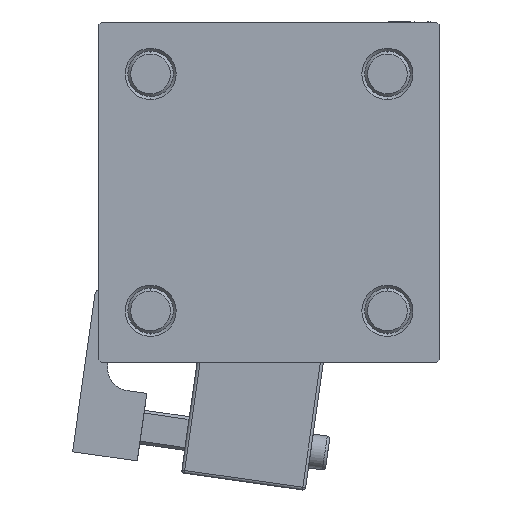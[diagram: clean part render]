
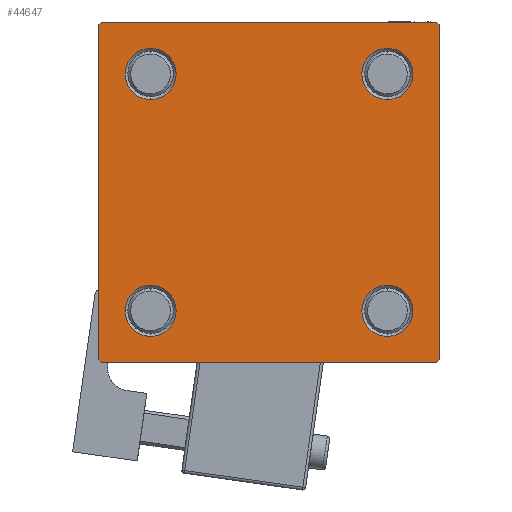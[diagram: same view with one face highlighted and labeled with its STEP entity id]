
A CAD part, left-side view. The second image highlights one B-rep face of the part: STEP entity #44647.
In plain terms, the highlighted planar face has unit normal (-1, 0, 0).
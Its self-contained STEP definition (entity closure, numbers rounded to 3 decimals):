
#264 = CARTESIAN_POINT ( 'NONE',  ( 0., 20.85, -20.85 ) ) ;
#1030 = ORIENTED_EDGE ( 'NONE', *, *, #42899, .T. ) ;
#1219 = ORIENTED_EDGE ( 'NONE', *, *, #33618, .T. ) ;
#1289 = AXIS2_PLACEMENT_3D ( 'NONE', #17534, #5667, #1954 ) ;
#1954 = DIRECTION ( 'NONE',  ( 0., 0., 1. ) ) ;
#2111 = AXIS2_PLACEMENT_3D ( 'NONE', #41017, #28927, #16581 ) ;
#2186 = DIRECTION ( 'NONE',  ( 0., 0., 1. ) ) ;
#2686 = AXIS2_PLACEMENT_3D ( 'NONE', #38243, #19048, #2186 ) ;
#3508 = VECTOR ( 'NONE', #11097, 1000. ) ;
#3527 = EDGE_CURVE ( 'NONE', #29003, #43330, #21366, .T. ) ;
#3769 = EDGE_CURVE ( 'NONE', #46452, #23752, #38258, .T. ) ;
#4084 = VERTEX_POINT ( 'NONE', #49983 ) ;
#4227 = CARTESIAN_POINT ( 'NONE',  ( 0., 20.85, 16.35 ) ) ;
#4287 = EDGE_CURVE ( 'NONE', #28348, #39803, #18971, .T. ) ;
#4544 = CARTESIAN_POINT ( 'NONE',  ( 0., 20.85, 20.85 ) ) ;
#5438 = VERTEX_POINT ( 'NONE', #9844 ) ;
#5667 = DIRECTION ( 'NONE',  ( 1., 0., 0. ) ) ;
#5748 = DIRECTION ( 'NONE',  ( 0., 0., -1. ) ) ;
#6538 = CARTESIAN_POINT ( 'NONE',  ( 0., 30., 30. ) ) ;
#6842 = VERTEX_POINT ( 'NONE', #35887 ) ;
#7382 = VECTOR ( 'NONE', #15037, 1000. ) ;
#7497 = CIRCLE ( 'NONE', #41112, 4.5 ) ;
#7929 = ORIENTED_EDGE ( 'NONE', *, *, #39530, .T. ) ;
#8080 = DIRECTION ( 'NONE',  ( 0., 0., 1. ) ) ;
#8327 = ORIENTED_EDGE ( 'NONE', *, *, #4287, .T. ) ;
#8465 = EDGE_CURVE ( 'NONE', #23752, #46452, #35779, .T. ) ;
#8906 = VECTOR ( 'NONE', #33948, 1000. ) ;
#9392 = EDGE_CURVE ( 'NONE', #27516, #6842, #42351, .T. ) ;
#9844 = CARTESIAN_POINT ( 'NONE',  ( 0., 30., 29.5 ) ) ;
#10779 = FACE_BOUND ( 'NONE', #17013, .T. ) ;
#11097 = DIRECTION ( 'NONE',  ( 0., -1., 0. ) ) ;
#11106 = CARTESIAN_POINT ( 'NONE',  ( 0., 30., -30. ) ) ;
#11173 = ORIENTED_EDGE ( 'NONE', *, *, #24040, .F. ) ;
#11550 = FACE_BOUND ( 'NONE', #21497, .T. ) ;
#11813 = PLANE ( 'NONE',  #48651 ) ;
#12799 = EDGE_CURVE ( 'NONE', #6842, #34835, #35022, .T. ) ;
#12888 = CARTESIAN_POINT ( 'NONE',  ( 0., -20.85, -20.85 ) ) ;
#13248 = ORIENTED_EDGE ( 'NONE', *, *, #12799, .T. ) ;
#13257 = EDGE_CURVE ( 'NONE', #51524, #5438, #41486, .T. ) ;
#14021 = EDGE_LOOP ( 'NONE', ( #29139, #8327 ) ) ;
#14252 = CARTESIAN_POINT ( 'NONE',  ( 0., -30., 30. ) ) ;
#14461 = ORIENTED_EDGE ( 'NONE', *, *, #9392, .T. ) ;
#15037 = DIRECTION ( 'NONE',  ( 0., -1., 0. ) ) ;
#15959 = EDGE_CURVE ( 'NONE', #39472, #20878, #7497, .T. ) ;
#16078 = ORIENTED_EDGE ( 'NONE', *, *, #24471, .T. ) ;
#16581 = DIRECTION ( 'NONE',  ( 0., 0., 1. ) ) ;
#16583 = EDGE_CURVE ( 'NONE', #5438, #27516, #34682, .T. ) ;
#16646 = CARTESIAN_POINT ( 'NONE',  ( 0., -30., -29.5 ) ) ;
#17013 = EDGE_LOOP ( 'NONE', ( #7929, #16078 ) ) ;
#17534 = CARTESIAN_POINT ( 'NONE',  ( 0., -20.85, 20.85 ) ) ;
#18117 = CARTESIAN_POINT ( 'NONE',  ( 0., -29.75, 29.75 ) ) ;
#18490 = DIRECTION ( 'NONE',  ( 0., 0., 1. ) ) ;
#18515 = DIRECTION ( 'NONE',  ( 0., -0.707, 0.707 ) ) ;
#18895 = CARTESIAN_POINT ( 'NONE',  ( 0., 20.85, 20.85 ) ) ;
#18971 = CIRCLE ( 'NONE', #1289, 4.5 ) ;
#19048 = DIRECTION ( 'NONE',  ( 1., 0., 0. ) ) ;
#19228 = LINE ( 'NONE', #51331, #3508 ) ;
#20138 = ORIENTED_EDGE ( 'NONE', *, *, #16583, .T. ) ;
#20477 = ORIENTED_EDGE ( 'NONE', *, *, #3527, .F. ) ;
#20617 = DIRECTION ( 'NONE',  ( 1., 0., 0. ) ) ;
#20706 = EDGE_CURVE ( 'NONE', #39803, #28348, #50377, .T. ) ;
#20878 = VERTEX_POINT ( 'NONE', #30126 ) ;
#21366 = LINE ( 'NONE', #14252, #34888 ) ;
#21497 = EDGE_LOOP ( 'NONE', ( #1219, #34042 ) ) ;
#21518 = DIRECTION ( 'NONE',  ( 0., 0.707, -0.707 ) ) ;
#22110 = CARTESIAN_POINT ( 'NONE',  ( 0., -29.5, -30. ) ) ;
#22689 = VERTEX_POINT ( 'NONE', #39892 ) ;
#23350 = CARTESIAN_POINT ( 'NONE',  ( 0., -20.85, 20.85 ) ) ;
#23367 = FACE_OUTER_BOUND ( 'NONE', #44331, .T. ) ;
#23752 = VERTEX_POINT ( 'NONE', #27184 ) ;
#24040 = EDGE_CURVE ( 'NONE', #51524, #32044, #19228, .T. ) ;
#24471 = EDGE_CURVE ( 'NONE', #4084, #22689, #37964, .T. ) ;
#24489 = CARTESIAN_POINT ( 'NONE',  ( 0., 29.5, 30. ) ) ;
#25422 = CARTESIAN_POINT ( 'NONE',  ( 0., -30., 29.5 ) ) ;
#25943 = VECTOR ( 'NONE', #46247, 1000. ) ;
#25979 = CARTESIAN_POINT ( 'NONE',  ( 0., 29.75, 29.75 ) ) ;
#26133 = EDGE_CURVE ( 'NONE', #34835, #43330, #42688, .T. ) ;
#26303 = ORIENTED_EDGE ( 'NONE', *, *, #13257, .T. ) ;
#26477 = EDGE_LOOP ( 'NONE', ( #30827, #37125 ) ) ;
#27184 = CARTESIAN_POINT ( 'NONE',  ( 0., -20.85, -16.35 ) ) ;
#27293 = DIRECTION ( 'NONE',  ( 1., 0., 0. ) ) ;
#27405 = AXIS2_PLACEMENT_3D ( 'NONE', #4544, #20617, #18490 ) ;
#27516 = VERTEX_POINT ( 'NONE', #48119 ) ;
#28092 = DIRECTION ( 'NONE',  ( -1., 0., 0. ) ) ;
#28348 = VERTEX_POINT ( 'NONE', #45522 ) ;
#28383 = VECTOR ( 'NONE', #21518, 1000. ) ;
#28927 = DIRECTION ( 'NONE',  ( 1., 0., 0. ) ) ;
#29003 = VERTEX_POINT ( 'NONE', #25422 ) ;
#29139 = ORIENTED_EDGE ( 'NONE', *, *, #20706, .T. ) ;
#29229 = DIRECTION ( 'NONE',  ( 0., 0., 1. ) ) ;
#29671 = VECTOR ( 'NONE', #18515, 1000. ) ;
#30025 = DIRECTION ( 'NONE',  ( 0., 0., -1. ) ) ;
#30126 = CARTESIAN_POINT ( 'NONE',  ( 0., 20.85, 25.35 ) ) ;
#30827 = ORIENTED_EDGE ( 'NONE', *, *, #8465, .T. ) ;
#32016 = DIRECTION ( 'NONE',  ( 1., 0., 0. ) ) ;
#32044 = VERTEX_POINT ( 'NONE', #34892 ) ;
#32508 = CIRCLE ( 'NONE', #47589, 4.5 ) ;
#33275 = CIRCLE ( 'NONE', #27405, 4.5 ) ;
#33618 = EDGE_CURVE ( 'NONE', #20878, #39472, #33275, .T. ) ;
#33890 = DIRECTION ( 'NONE',  ( 0., 0., 1. ) ) ;
#33948 = DIRECTION ( 'NONE',  ( 0., -0.707, -0.707 ) ) ;
#34042 = ORIENTED_EDGE ( 'NONE', *, *, #15959, .T. ) ;
#34150 = DIRECTION ( 'NONE',  ( 1., 0., 0. ) ) ;
#34682 = LINE ( 'NONE', #6538, #51175 ) ;
#34819 = CARTESIAN_POINT ( 'NONE',  ( 0., -20.85, 25.35 ) ) ;
#34835 = VERTEX_POINT ( 'NONE', #22110 ) ;
#34888 = VECTOR ( 'NONE', #30025, 1000. ) ;
#34892 = CARTESIAN_POINT ( 'NONE',  ( 0., -29.5, 30. ) ) ;
#34935 = DIRECTION ( 'NONE',  ( 0., 0., 1. ) ) ;
#35022 = LINE ( 'NONE', #11106, #7382 ) ;
#35779 = CIRCLE ( 'NONE', #45006, 4.5 ) ;
#35887 = CARTESIAN_POINT ( 'NONE',  ( 0., 29.5, -30. ) ) ;
#36251 = DIRECTION ( 'NONE',  ( 0., 0., 1. ) ) ;
#37125 = ORIENTED_EDGE ( 'NONE', *, *, #3769, .T. ) ;
#37964 = CIRCLE ( 'NONE', #2686, 4.5 ) ;
#38221 = CARTESIAN_POINT ( 'NONE',  ( 0., -29.75, -29.75 ) ) ;
#38243 = CARTESIAN_POINT ( 'NONE',  ( 0., 20.85, -20.85 ) ) ;
#38258 = CIRCLE ( 'NONE', #2111, 4.5 ) ;
#38724 = ORIENTED_EDGE ( 'NONE', *, *, #26133, .T. ) ;
#39409 = CARTESIAN_POINT ( 'NONE',  ( 0., 0., 0. ) ) ;
#39472 = VERTEX_POINT ( 'NONE', #4227 ) ;
#39530 = EDGE_CURVE ( 'NONE', #22689, #4084, #32508, .T. ) ;
#39803 = VERTEX_POINT ( 'NONE', #34819 ) ;
#39892 = CARTESIAN_POINT ( 'NONE',  ( 0., 20.85, -16.35 ) ) ;
#41017 = CARTESIAN_POINT ( 'NONE',  ( 0., -20.85, -20.85 ) ) ;
#41051 = DIRECTION ( 'NONE',  ( 1., 0., 0. ) ) ;
#41112 = AXIS2_PLACEMENT_3D ( 'NONE', #18895, #27293, #34935 ) ;
#41486 = LINE ( 'NONE', #25979, #28383 ) ;
#41902 = CARTESIAN_POINT ( 'NONE',  ( 0., -20.85, -25.35 ) ) ;
#41958 = AXIS2_PLACEMENT_3D ( 'NONE', #23350, #32016, #8080 ) ;
#42351 = LINE ( 'NONE', #42624, #8906 ) ;
#42624 = CARTESIAN_POINT ( 'NONE',  ( 0., 29.75, -29.75 ) ) ;
#42688 = LINE ( 'NONE', #38221, #29671 ) ;
#42899 = EDGE_CURVE ( 'NONE', #29003, #32044, #45718, .T. ) ;
#43330 = VERTEX_POINT ( 'NONE', #16646 ) ;
#44331 = EDGE_LOOP ( 'NONE', ( #20138, #14461, #13248, #38724, #20477, #1030, #11173, #26303 ) ) ;
#44647 = ADVANCED_FACE ( 'NONE', ( #46521, #50736, #10779, #11550, #23367 ), #11813, .T. ) ;
#45006 = AXIS2_PLACEMENT_3D ( 'NONE', #12888, #34150, #33890 ) ;
#45522 = CARTESIAN_POINT ( 'NONE',  ( 0., -20.85, 16.35 ) ) ;
#45718 = LINE ( 'NONE', #18117, #25943 ) ;
#46247 = DIRECTION ( 'NONE',  ( 0., 0.707, 0.707 ) ) ;
#46452 = VERTEX_POINT ( 'NONE', #41902 ) ;
#46521 = FACE_BOUND ( 'NONE', #14021, .T. ) ;
#47589 = AXIS2_PLACEMENT_3D ( 'NONE', #264, #41051, #29229 ) ;
#48119 = CARTESIAN_POINT ( 'NONE',  ( 0., 30., -29.5 ) ) ;
#48651 = AXIS2_PLACEMENT_3D ( 'NONE', #39409, #28092, #36251 ) ;
#49983 = CARTESIAN_POINT ( 'NONE',  ( 0., 20.85, -25.35 ) ) ;
#50377 = CIRCLE ( 'NONE', #41958, 4.5 ) ;
#50736 = FACE_BOUND ( 'NONE', #26477, .T. ) ;
#51175 = VECTOR ( 'NONE', #5748, 1000. ) ;
#51331 = CARTESIAN_POINT ( 'NONE',  ( 0., 30., 30. ) ) ;
#51524 = VERTEX_POINT ( 'NONE', #24489 ) ;
